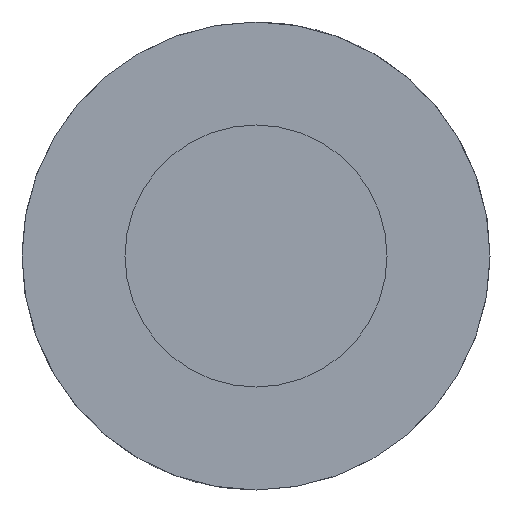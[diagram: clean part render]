
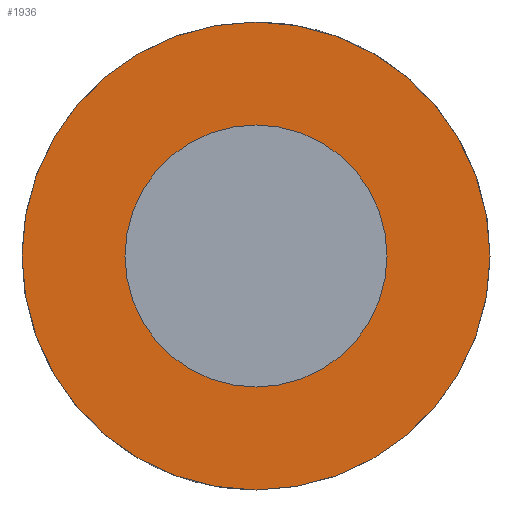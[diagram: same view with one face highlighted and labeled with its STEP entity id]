
A CAD part, left-side view. The second image highlights one B-rep face of the part: STEP entity #1936.
In plain terms, the highlighted face is planar.
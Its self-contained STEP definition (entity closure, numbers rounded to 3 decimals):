
#1059=CARTESIAN_POINT('',(0.,0.,0.));
#1060=DIRECTION('',(0.,0.,-1.));
#1061=DIRECTION('',(-1.,0.,0.));
#1062=AXIS2_PLACEMENT_3D('',#1059,#1060,#1061);
#1067=CARTESIAN_POINT('',(0.,0.,0.));
#1068=DIRECTION('',(0.,0.,1.));
#1069=DIRECTION('',(-1.,0.,0.));
#1070=AXIS2_PLACEMENT_3D('',#1067,#1068,#1069);
#1089=CARTESIAN_POINT('',(0.,0.,0.));
#1090=DIRECTION('',(0.,0.,1.));
#1091=DIRECTION('',(-1.,0.,0.));
#1092=AXIS2_PLACEMENT_3D('',#1089,#1090,#1091);
#1097=CARTESIAN_POINT('',(0.,0.,0.));
#1098=DIRECTION('',(0.,0.,-1.));
#1099=DIRECTION('',(-1.,0.,0.));
#1100=AXIS2_PLACEMENT_3D('',#1097,#1098,#1099);
#1121=CARTESIAN_POINT('',(-14.,0.,0.));
#1123=VERTEX_POINT('',#1121);
#1125=CARTESIAN_POINT('',(14.,0.,0.));
#1127=VERTEX_POINT('',#1125);
#1129=CARTESIAN_POINT('',(-25.,0.,0.));
#1130=CARTESIAN_POINT('',(25.,0.,0.));
#1131=VERTEX_POINT('',#1129);
#1132=VERTEX_POINT('',#1130);
#1921=CARTESIAN_POINT('',(0.,0.,0.));
#1922=DIRECTION('',(0.,0.,-1.));
#1923=DIRECTION('',(1.,0.,0.));
#1924=AXIS2_PLACEMENT_3D('',#1921,#1922,#1923);
#1925=PLANE('',#1924);
#1926=ORIENTED_EDGE('',*,*,#1652,.T.);
#1927=ORIENTED_EDGE('',*,*,#1675,.F.);
#1928=EDGE_LOOP('',(#1926,#1927));
#1929=FACE_OUTER_BOUND('',#1928,.F.);
#1931=ORIENTED_EDGE('',*,*,#1930,.T.);
#1933=ORIENTED_EDGE('',*,*,#1932,.F.);
#1934=EDGE_LOOP('',(#1931,#1933));
#1935=FACE_BOUND('',#1934,.F.);
#1063=CIRCLE('',#1062,25.);
#1071=CIRCLE('',#1070,25.);
#1093=CIRCLE('',#1092,14.);
#1101=CIRCLE('',#1100,14.);
#1652=EDGE_CURVE('',#1131,#1132,#1063,.T.);
#1675=EDGE_CURVE('',#1131,#1132,#1071,.T.);
#1930=EDGE_CURVE('',#1123,#1127,#1093,.T.);
#1932=EDGE_CURVE('',#1123,#1127,#1101,.T.);
#1936=ADVANCED_FACE('',(#1929,#1935),#1925,.F.);
